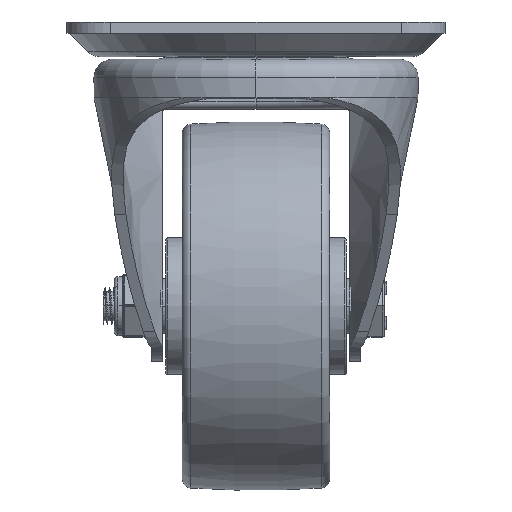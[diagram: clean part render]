
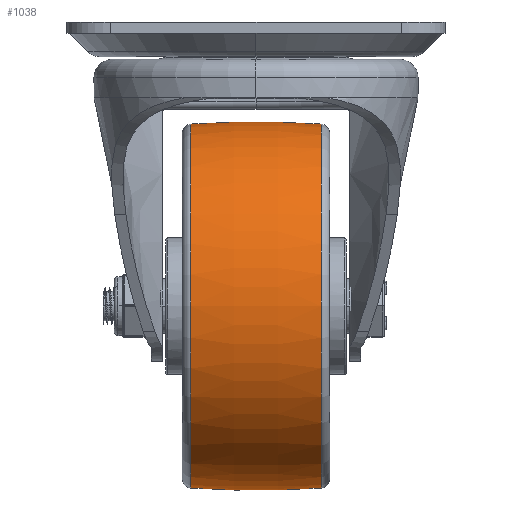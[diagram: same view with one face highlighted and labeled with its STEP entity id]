
A CAD part, left-side view. The second image highlights one B-rep face of the part: STEP entity #1038.
In plain terms, the highlighted toroidal (fillet/blend) face has major radius 217.042 mm and minor radius 267.042 mm.
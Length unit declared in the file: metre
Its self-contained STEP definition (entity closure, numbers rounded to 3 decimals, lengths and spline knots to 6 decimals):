
#1038=ADVANCED_FACE('1:41911',(#2034),#2035,.T.);
#2034=FACE_OUTER_BOUND('',#3602,.T.);
#2035=TOROIDAL_SURFACE('',#3603,-0.217042,0.267042);
#3602=EDGE_LOOP('',(#32422,#32423,#32424,#32425));
#3603=AXIS2_PLACEMENT_3D('',#32426,#32427,#32428);
#32422=ORIENTED_EDGE('',*,*,#38687,.T.);
#32423=ORIENTED_EDGE('',*,*,#38696,.F.);
#32424=ORIENTED_EDGE('',*,*,#38689,.T.);
#32425=ORIENTED_EDGE('',*,*,#38695,.T.);
#32426=CARTESIAN_POINT('',(0.0,0.,0.0));
#32427=DIRECTION('',(0.0,-1.0,0.0));
#32428=DIRECTION('',(0.0,0.0,-1.0));
#38687=EDGE_CURVE('',#40688,#40680,#40689,.T.);
#38689=EDGE_CURVE('',#40683,#40690,#40692,.T.);
#38695=EDGE_CURVE('1:41929',#40690,#40688,#40700,.T.);
#38696=EDGE_CURVE('1:41932',#40683,#40680,#40701,.T.);
#40680=VERTEX_POINT('',#43840);
#40683=VERTEX_POINT('',#43843);
#40688=VERTEX_POINT('',#43848);
#40689=CIRCLE('',#43849,0.267042);
#40690=VERTEX_POINT('',#43850);
#40692=CIRCLE('',#43852,0.267042);
#40700=CIRCLE('',#43860,0.049415);
#40701=CIRCLE('',#43861,0.049415);
#43840=CARTESIAN_POINT('',(0.,-0.017665,-0.049415));
#43843=CARTESIAN_POINT('',(0.0,-0.017665,0.049415));
#43848=CARTESIAN_POINT('',(0.,0.017665,-0.049415));
#43849=AXIS2_PLACEMENT_3D('',#52645,#52646,#52647);
#43850=CARTESIAN_POINT('',(0.0,0.017665,0.049415));
#43852=AXIS2_PLACEMENT_3D('',#52651,#52652,#52653);
#43860=AXIS2_PLACEMENT_3D('',#52669,#52670,#52671);
#43861=AXIS2_PLACEMENT_3D('',#52672,#52673,#52674);
#52645=CARTESIAN_POINT('',(0.,0.,0.217042));
#52646=DIRECTION('',(-1.0,-0.0,0.));
#52647=DIRECTION('',(0.,0.0,-1.0));
#52651=CARTESIAN_POINT('',(0.,0.,-0.217042));
#52652=DIRECTION('',(-1.0,-0.0,0.));
#52653=DIRECTION('',(0.,0.0,1.0));
#52669=CARTESIAN_POINT('',(0.0,0.017665,0.0));
#52670=DIRECTION('',(0.0,-1.0,0.0));
#52671=DIRECTION('',(0.0,0.0,1.0));
#52672=CARTESIAN_POINT('',(0.0,-0.017665,0.0));
#52673=DIRECTION('',(0.0,-1.0,0.0));
#52674=DIRECTION('',(0.0,0.0,1.0));
